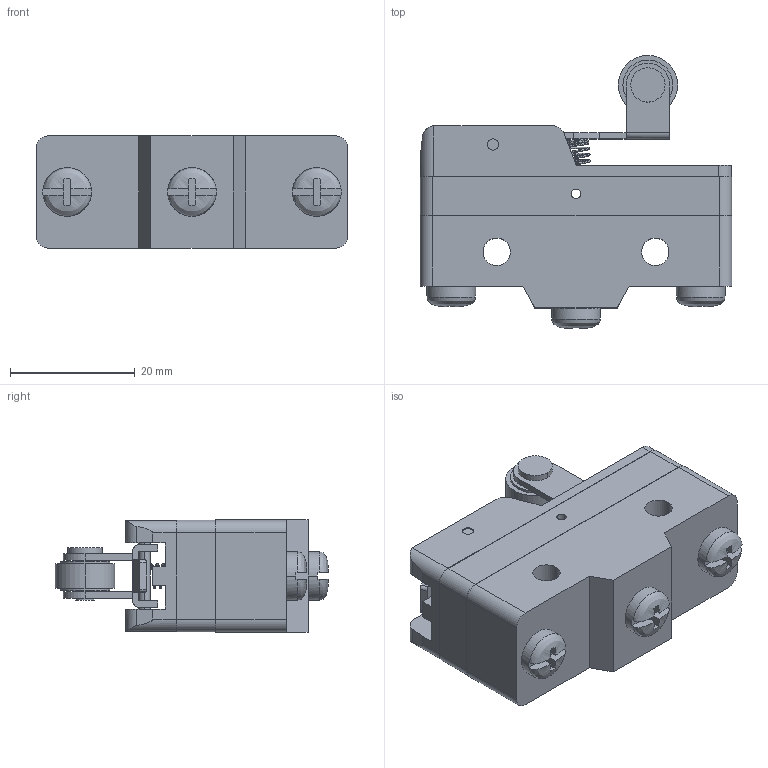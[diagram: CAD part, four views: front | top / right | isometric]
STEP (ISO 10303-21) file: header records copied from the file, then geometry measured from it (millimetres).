
FILE_DESCRIPTION((''),'2;1');
FILE_NAME('1','2024-11-19T',('Administrator'),('zyb.com'),'PRO/ENGINEER BY PARAMETRIC TECHNOLOGY CORPORATION, 2010280','PRO/ENGINEER BY PARAMETRIC TECHNOLOGY CORPORATION, 2010280','');
FILE_SCHEMA(('CONFIG_CONTROL_DESIGN'));
Length unit declared in the file: millimetre
Products named in the file (1): 1
Bounding box: 50 x 43.8 x 18 mm (x, y, z)
Volume: 19867.9 mm3; surface area: 7691.6 mm2
Topology: 1 solids, 1 shells, 220 faces, 581 edges, 378 vertices
Faces by surface type: plane 120, cylinder 82, bspline 16, torus 2
Entity records: 10210 total; most frequent: CARTESIAN_POINT 4718, ORIENTED_EDGE 1162, DIRECTION 1093, EDGE_CURVE 581, VERTEX_POINT 378, AXIS2_PLACEMENT_3D 374, VECTOR 345, LINE 345
